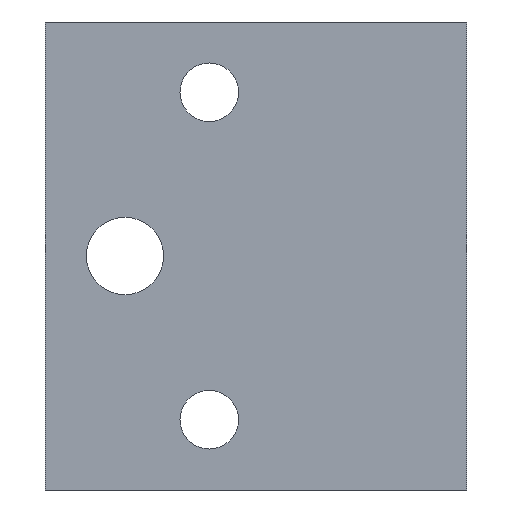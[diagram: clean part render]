
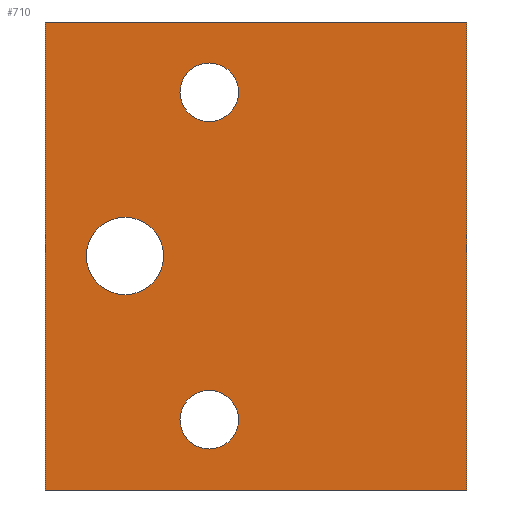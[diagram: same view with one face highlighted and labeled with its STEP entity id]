
A CAD part, left-side view. The second image highlights one B-rep face of the part: STEP entity #710.
In plain terms, the highlighted planar face has unit normal (-1, 0, 0).
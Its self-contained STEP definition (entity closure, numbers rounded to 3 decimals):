
#294=CARTESIAN_POINT('',(0.0,0.0,0.0));
#295=VERTEX_POINT('',#294);
#302=CARTESIAN_POINT('',(0.,90.0,0.0));
#303=VERTEX_POINT('',#302);
#304=CARTESIAN_POINT('',(0.,90.0,0.0));
#305=DIRECTION('',(0.0,-1.0,0.0));
#306=VECTOR('',#305,90.0);
#307=LINE('',#304,#306);
#308=EDGE_CURVE('',#303,#295,#307,.T.);
#359=CARTESIAN_POINT('',(0.,90.0,100.0));
#360=VERTEX_POINT('',#359);
#367=CARTESIAN_POINT('',(0.0,0.0,100.0));
#368=VERTEX_POINT('',#367);
#369=CARTESIAN_POINT('',(0.0,0.0,100.0));
#370=DIRECTION('',(0.0,1.0,0.0));
#371=VECTOR('',#370,90.0);
#372=LINE('',#369,#371);
#373=EDGE_CURVE('',#368,#360,#372,.T.);
#398=CARTESIAN_POINT('',(0.0,0.0,0.0));
#399=DIRECTION('',(0.0,0.0,1.0));
#400=VECTOR('',#399,100.0);
#401=LINE('',#398,#400);
#402=EDGE_CURVE('',#295,#368,#401,.T.);
#572=CARTESIAN_POINT('',(0.,55.,8.75));
#573=VERTEX_POINT('',#572);
#574=CARTESIAN_POINT('',(0.0,55.,15.0));
#575=DIRECTION('',(1.0,0.0,0.0));
#576=DIRECTION('',(0.0,0.0,1.0));
#577=AXIS2_PLACEMENT_3D('',#574,#575,#576);
#578=CIRCLE('',#577,6.25);
#579=EDGE_CURVE('',#573,#573,#578,.T.);
#592=CARTESIAN_POINT('',(0.,55.,78.75));
#593=VERTEX_POINT('',#592);
#594=CARTESIAN_POINT('',(0.0,55.,85.0));
#595=DIRECTION('',(1.0,0.0,0.0));
#596=DIRECTION('',(0.0,0.0,1.0));
#597=AXIS2_PLACEMENT_3D('',#594,#595,#596);
#598=CIRCLE('',#597,6.25);
#599=EDGE_CURVE('',#593,#593,#598,.T.);
#612=CARTESIAN_POINT('',(0.,73.0,41.75));
#613=VERTEX_POINT('',#612);
#614=CARTESIAN_POINT('',(0.0,73.0,50.0));
#615=DIRECTION('',(1.0,0.0,0.0));
#616=DIRECTION('',(0.0,0.0,1.0));
#617=AXIS2_PLACEMENT_3D('',#614,#615,#616);
#618=CIRCLE('',#617,8.25);
#619=EDGE_CURVE('',#613,#613,#618,.T.);
#680=CARTESIAN_POINT('',(0.,90.0,0.0));
#681=DIRECTION('',(0.0,0.0,1.0));
#682=VECTOR('',#681,100.0);
#683=LINE('',#680,#682);
#684=EDGE_CURVE('',#303,#360,#683,.T.);
#690=CARTESIAN_POINT('',(0.0,0.0,0.0));
#691=DIRECTION('',(-1.0,0.0,0.0));
#692=DIRECTION('',(0.0,0.0,1.0));
#693=AXIS2_PLACEMENT_3D('',#690,#691,#692);
#694=PLANE('',#693);
#695=ORIENTED_EDGE('',*,*,#373,.T.);
#696=ORIENTED_EDGE('',*,*,#684,.F.);
#697=ORIENTED_EDGE('',*,*,#308,.T.);
#698=ORIENTED_EDGE('',*,*,#402,.T.);
#699=EDGE_LOOP('',(#695,#696,#697,#698));
#700=FACE_OUTER_BOUND('',#699,.T.);
#701=ORIENTED_EDGE('',*,*,#579,.T.);
#702=EDGE_LOOP('',(#701));
#703=FACE_BOUND('',#702,.T.);
#704=ORIENTED_EDGE('',*,*,#599,.T.);
#705=EDGE_LOOP('',(#704));
#706=FACE_BOUND('',#705,.T.);
#707=ORIENTED_EDGE('',*,*,#619,.T.);
#708=EDGE_LOOP('',(#707));
#709=FACE_BOUND('',#708,.T.);
#710=ADVANCED_FACE('',(#700,#703,#706,#709),#694,.T.);
